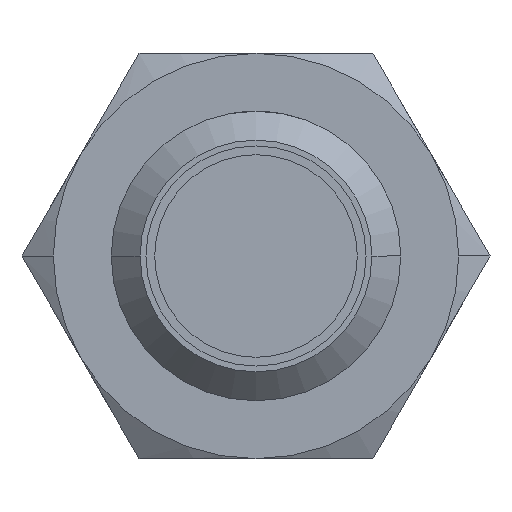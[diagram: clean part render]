
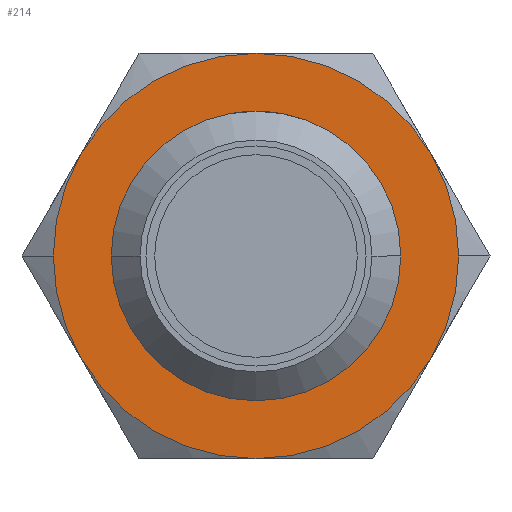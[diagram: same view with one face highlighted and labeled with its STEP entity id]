
A CAD part, front view. The second image highlights one B-rep face of the part: STEP entity #214.
In plain terms, the highlighted planar face has unit normal (0, -1, 0).
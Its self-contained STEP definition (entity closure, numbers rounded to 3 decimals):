
#214=ADVANCED_FACE('',(#342,#343),#344,.T.);
#342=FACE_OUTER_BOUND('',#509,.T.);
#343=FACE_BOUND('',#510,.T.);
#344=PLANE('',#511);
#509=EDGE_LOOP('',(#873,#874,#875,#876,#877,#878,#879,#880));
#510=EDGE_LOOP('',(#881,#882));
#511=AXIS2_PLACEMENT_3D('',#883,#884,#885);
#873=ORIENTED_EDGE('',*,*,#1233,.F.);
#874=ORIENTED_EDGE('',*,*,#1219,.F.);
#875=ORIENTED_EDGE('',*,*,#1222,.F.);
#876=ORIENTED_EDGE('',*,*,#1224,.F.);
#877=ORIENTED_EDGE('',*,*,#1217,.F.);
#878=ORIENTED_EDGE('',*,*,#1228,.F.);
#879=ORIENTED_EDGE('',*,*,#1231,.F.);
#880=ORIENTED_EDGE('',*,*,#1213,.F.);
#881=ORIENTED_EDGE('',*,*,#1253,.T.);
#882=ORIENTED_EDGE('',*,*,#1197,.T.);
#883=CARTESIAN_POINT('',(3.0,-5.0,0.0));
#884=DIRECTION('',(0.0,-1.0,0.0));
#885=DIRECTION('',(-1.0,0.0,0.0));
#1197=EDGE_CURVE('',#1388,#1385,#1389,.T.);
#1213=EDGE_CURVE('',#1415,#1418,#1419,.T.);
#1217=EDGE_CURVE('',#1424,#1422,#1426,.T.);
#1219=EDGE_CURVE('',#1428,#1430,#1431,.T.);
#1222=EDGE_CURVE('',#1434,#1428,#1436,.T.);
#1224=EDGE_CURVE('',#1422,#1434,#1438,.T.);
#1228=EDGE_CURVE('',#1442,#1424,#1444,.T.);
#1231=EDGE_CURVE('',#1418,#1442,#1448,.T.);
#1233=EDGE_CURVE('',#1430,#1415,#1450,.T.);
#1253=EDGE_CURVE('',#1385,#1388,#1478,.T.);
#1385=VERTEX_POINT('',#1694);
#1388=VERTEX_POINT('',#1698);
#1389=CIRCLE('',#1699,2.5);
#1415=VERTEX_POINT('',#1754);
#1418=VERTEX_POINT('',#1758);
#1419=CIRCLE('',#1759,3.5);
#1422=VERTEX_POINT('',#1773);
#1424=VERTEX_POINT('',#1776);
#1426=CIRCLE('',#1789,3.5);
#1428=VERTEX_POINT('',#1791);
#1430=VERTEX_POINT('',#1804);
#1431=CIRCLE('',#1805,3.5);
#1434=VERTEX_POINT('',#1819);
#1436=CIRCLE('',#1832,3.5);
#1438=CIRCLE('',#1845,3.5);
#1442=VERTEX_POINT('',#1871);
#1444=CIRCLE('',#1884,3.5);
#1448=CIRCLE('',#1910,3.5);
#1450=CIRCLE('',#1923,3.5);
#1478=CIRCLE('',#2061,2.5);
#1694=CARTESIAN_POINT('',(2.5,-5.0,0.0));
#1698=CARTESIAN_POINT('',(-2.5,-5.0,0.));
#1699=AXIS2_PLACEMENT_3D('',#2535,#2536,#2537);
#1754=CARTESIAN_POINT('',(3.5,-5.0,0.));
#1758=CARTESIAN_POINT('',(3.031,-5.0,-1.75));
#1759=AXIS2_PLACEMENT_3D('',#2561,#2562,#2563);
#1773=CARTESIAN_POINT('',(-3.5,-5.0,0.));
#1776=CARTESIAN_POINT('',(-3.031,-5.0,-1.75));
#1789=AXIS2_PLACEMENT_3D('',#2565,#2566,#2567);
#1791=CARTESIAN_POINT('',(0.,-5.0,3.5));
#1804=CARTESIAN_POINT('',(3.031,-5.0,1.75));
#1805=AXIS2_PLACEMENT_3D('',#2568,#2569,#2570);
#1819=CARTESIAN_POINT('',(-3.031,-5.0,1.75));
#1832=AXIS2_PLACEMENT_3D('',#2571,#2572,#2573);
#1845=AXIS2_PLACEMENT_3D('',#2574,#2575,#2576);
#1871=CARTESIAN_POINT('',(0.0,-5.0,-3.5));
#1884=AXIS2_PLACEMENT_3D('',#2577,#2578,#2579);
#1910=AXIS2_PLACEMENT_3D('',#2580,#2581,#2582);
#1923=AXIS2_PLACEMENT_3D('',#2583,#2584,#2585);
#2061=AXIS2_PLACEMENT_3D('',#2613,#2614,#2615);
#2535=CARTESIAN_POINT('',(0.0,-5.0,0.0));
#2536=DIRECTION('',(0.0,1.0,0.0));
#2537=DIRECTION('',(1.0,0.0,0.0));
#2561=CARTESIAN_POINT('',(0.0,-5.0,0.0));
#2562=DIRECTION('',(0.0,1.0,0.0));
#2563=DIRECTION('',(1.0,0.0,0.0));
#2565=CARTESIAN_POINT('',(0.0,-5.0,0.0));
#2566=DIRECTION('',(0.0,1.0,0.0));
#2567=DIRECTION('',(1.0,0.0,0.0));
#2568=CARTESIAN_POINT('',(0.0,-5.0,0.0));
#2569=DIRECTION('',(0.0,1.0,0.0));
#2570=DIRECTION('',(1.0,0.0,0.0));
#2571=CARTESIAN_POINT('',(0.0,-5.0,0.0));
#2572=DIRECTION('',(0.0,1.0,0.0));
#2573=DIRECTION('',(1.0,0.0,0.0));
#2574=CARTESIAN_POINT('',(0.0,-5.0,0.0));
#2575=DIRECTION('',(0.0,1.0,0.0));
#2576=DIRECTION('',(1.0,0.0,0.0));
#2577=CARTESIAN_POINT('',(0.0,-5.0,0.0));
#2578=DIRECTION('',(0.0,1.0,0.0));
#2579=DIRECTION('',(1.0,0.0,0.0));
#2580=CARTESIAN_POINT('',(0.0,-5.0,0.0));
#2581=DIRECTION('',(0.0,1.0,0.0));
#2582=DIRECTION('',(1.0,0.0,0.0));
#2583=CARTESIAN_POINT('',(0.0,-5.0,0.0));
#2584=DIRECTION('',(0.0,1.0,0.0));
#2585=DIRECTION('',(1.0,0.0,0.0));
#2613=CARTESIAN_POINT('',(0.0,-5.0,0.0));
#2614=DIRECTION('',(0.0,1.0,0.0));
#2615=DIRECTION('',(1.0,0.0,0.0));
